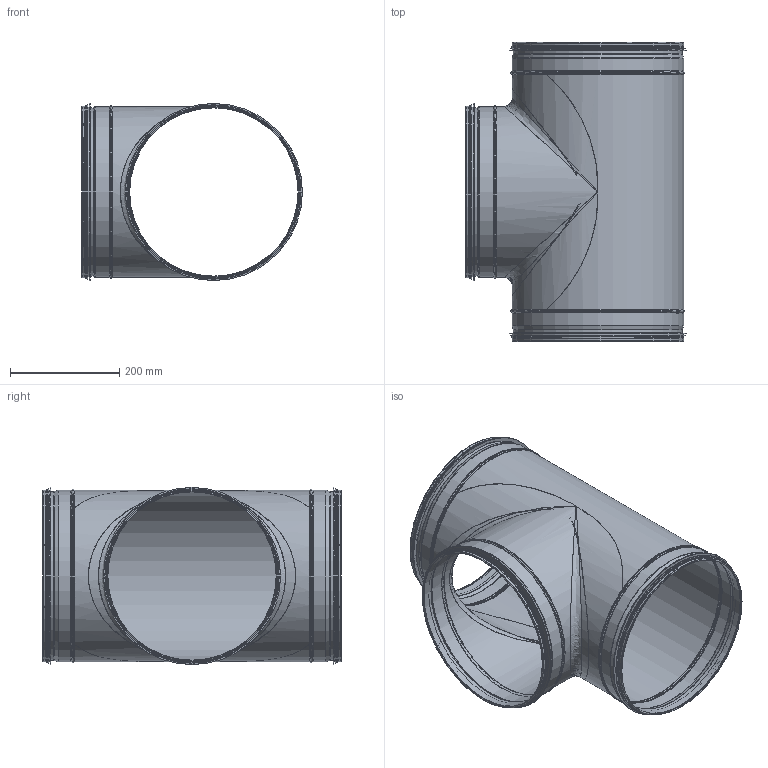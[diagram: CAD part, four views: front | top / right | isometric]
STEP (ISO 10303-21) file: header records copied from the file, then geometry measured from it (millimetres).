
FILE_DESCRIPTION((''),'2;1');
FILE_NAME('HTK_315-315.stp','2014-02-20T15:51:32',(''),(''),'Autodesk Inventor 2013','Autodesk Inventor 2013','');
FILE_SCHEMA(('AUTOMOTIVE_DESIGN { 1 2 10303 214 0 1 1 1 }'));
Length unit declared in the file: millimetre
Products named in the file (5): HTK_315-315; HTKRörämne_315-315; 999008; HPS_315-315; HPSRörämne_315-315
Assembly tree (6 placements, depth 3):
  HTK_315-315
    HTKRörämne_315-315
    999008  x2
    HPS_315-315
      HPSRörämne_315-315
      999008
Bounding box: 404.12 x 546.99 x 324.25 mm (x, y, z)
Volume: 447360.9 mm3; surface area: 1506762.7 mm2
Topology: 5 solids, 5 shells, 155 faces, 316 edges, 176 vertices
Faces by surface type: torus 51, cylinder 50, cone 24, plane 24, bspline 6
Full cylindrical faces by diameter (mm): 308.05 x3, 309.05 x3, 310.25 x3, 311.85 x1, 312.85 x17, 313.85 x6, 319.25 x3, 324.25 x3
Entity records: 4516 total; most frequent: CARTESIAN_POINT 2114, DIRECTION 466, ORIENTED_EDGE 318, AXIS2_PLACEMENT_3D 223, EDGE_LOOP 212, EDGE_CURVE 159, VERTEX_POINT 135, STYLED_ITEM 120
